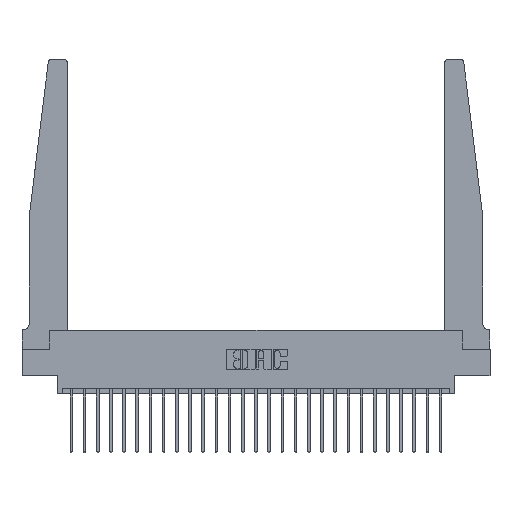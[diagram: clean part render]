
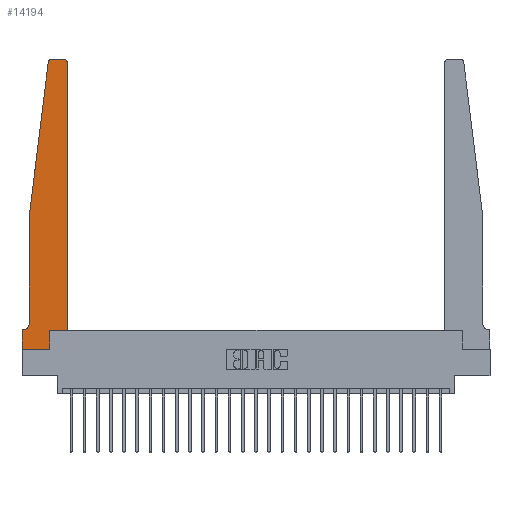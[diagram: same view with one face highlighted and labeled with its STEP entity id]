
A CAD part, top view. The second image highlights one B-rep face of the part: STEP entity #14194.
In plain terms, the highlighted planar face has unit normal (0, 0, 1).
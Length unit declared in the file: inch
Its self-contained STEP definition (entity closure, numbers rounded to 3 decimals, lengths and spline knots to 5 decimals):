
#16 = VECTOR ( 'NONE', #14554, 39.37008 ) ;
#31 = VECTOR ( 'NONE', #18410, 39.37008 ) ;
#643 = CARTESIAN_POINT ( 'NONE',  ( 0.27653, 2.72, 0.37 ) ) ;
#651 = LINE ( 'NONE', #24264, #31 ) ;
#798 = DIRECTION ( 'NONE',  ( 1., 0., 0. ) ) ;
#830 = CIRCLE ( 'NONE', #23863, 0.03 ) ;
#845 = VERTEX_POINT ( 'NONE', #25330 ) ;
#869 = CARTESIAN_POINT ( 'NONE',  ( 0.425, 2.72, 0.37 ) ) ;
#1114 = ORIENTED_EDGE ( 'NONE', *, *, #25092, .T. ) ;
#1271 = EDGE_CURVE ( 'NONE', #7937, #14964, #14715, .T. ) ;
#1497 = DIRECTION ( 'NONE',  ( -1., 0., 0. ) ) ;
#1975 = EDGE_LOOP ( 'NONE', ( #23640, #21403, #15929, #23612, #13497, #22881, #10799, #10751, #3278, #23378, #1114, #5871 ) ) ;
#2062 = CARTESIAN_POINT ( 'NONE',  ( 0.015, 0.1875, 0.37 ) ) ;
#2266 = AXIS2_PLACEMENT_3D ( 'NONE', #6554, #20412, #8554 ) ;
#2491 = EDGE_CURVE ( 'NONE', #16213, #2625, #651, .T. ) ;
#2625 = VERTEX_POINT ( 'NONE', #10797 ) ;
#2641 = DIRECTION ( 'NONE',  ( 1., 0., 0. ) ) ;
#2691 = CARTESIAN_POINT ( 'NONE',  ( 0.2605, 0.18, 0.37 ) ) ;
#3085 = DIRECTION ( 'NONE',  ( 0., 1., 0. ) ) ;
#3278 = ORIENTED_EDGE ( 'NONE', *, *, #23870, .T. ) ;
#3434 = VECTOR ( 'NONE', #1497, 39.37008 ) ;
#3801 = EDGE_CURVE ( 'NONE', #10439, #18371, #10590, .T. ) ;
#4309 = EDGE_CURVE ( 'NONE', #9067, #19068, #9942, .T. ) ;
#5047 = DIRECTION ( 'NONE',  ( 0., 0., 1. ) ) ;
#5299 = CARTESIAN_POINT ( 'NONE',  ( 0., 0.1875, 0.37 ) ) ;
#5871 = ORIENTED_EDGE ( 'NONE', *, *, #17499, .T. ) ;
#6384 = EDGE_CURVE ( 'NONE', #19068, #16213, #23884, .T. ) ;
#6554 = CARTESIAN_POINT ( 'NONE',  ( 0.015, 0.2375, 0.37 ) ) ;
#6650 = CARTESIAN_POINT ( 'NONE',  ( 0.065, 1.25, 0.37 ) ) ;
#6965 = LINE ( 'NONE', #11690, #16892 ) ;
#7294 = DIRECTION ( 'NONE',  ( 0., 0., 1. ) ) ;
#7937 = VERTEX_POINT ( 'NONE', #2691 ) ;
#8497 = CARTESIAN_POINT ( 'NONE',  ( 0.25, 2.75, 0.37 ) ) ;
#8554 = DIRECTION ( 'NONE',  ( -1., 0., 0. ) ) ;
#9067 = VERTEX_POINT ( 'NONE', #12630 ) ;
#9439 = VECTOR ( 'NONE', #19049, 39.37008 ) ;
#9692 = CARTESIAN_POINT ( 'NONE',  ( 0.24675, 2.72367, 0.37 ) ) ;
#9942 = CIRCLE ( 'NONE', #2266, 0.05 ) ;
#10220 = CARTESIAN_POINT ( 'NONE',  ( 0.2605, 0., 0.37 ) ) ;
#10439 = VERTEX_POINT ( 'NONE', #9692 ) ;
#10590 = LINE ( 'NONE', #6650, #16 ) ;
#10741 = CARTESIAN_POINT ( 'NONE',  ( 0., 0.1875, 0.37 ) ) ;
#10748 = VECTOR ( 'NONE', #798, 39.37008 ) ;
#10751 = ORIENTED_EDGE ( 'NONE', *, *, #22802, .T. ) ;
#10781 = VERTEX_POINT ( 'NONE', #12631 ) ;
#10797 = CARTESIAN_POINT ( 'NONE',  ( 0., 0., 0.37 ) ) ;
#10799 = ORIENTED_EDGE ( 'NONE', *, *, #2491, .T. ) ;
#11096 = AXIS2_PLACEMENT_3D ( 'NONE', #5299, #7294, #21123 ) ;
#11611 = DIRECTION ( 'NONE',  ( 0., -1., 0. ) ) ;
#11690 = CARTESIAN_POINT ( 'NONE',  ( 0.2605, 0.18, 0.37 ) ) ;
#12219 = LINE ( 'NONE', #16984, #13471 ) ;
#12343 = VERTEX_POINT ( 'NONE', #10220 ) ;
#12630 = CARTESIAN_POINT ( 'NONE',  ( 0.065, 0.2375, 0.37 ) ) ;
#12631 = CARTESIAN_POINT ( 'NONE',  ( 0.27653, 2.75, 0.37 ) ) ;
#12671 = VECTOR ( 'NONE', #11611, 39.37008 ) ;
#12713 = CARTESIAN_POINT ( 'NONE',  ( 0., 0., 0.37 ) ) ;
#12731 = EDGE_CURVE ( 'NONE', #10781, #10439, #19952, .T. ) ;
#13471 = VECTOR ( 'NONE', #3085, 39.37008 ) ;
#13497 = ORIENTED_EDGE ( 'NONE', *, *, #4309, .T. ) ;
#13638 = LINE ( 'NONE', #8497, #18887 ) ;
#13664 = CARTESIAN_POINT ( 'NONE',  ( 0.425, 0.18, 0.37 ) ) ;
#13698 = DIRECTION ( 'NONE',  ( 0., 1., 0. ) ) ;
#14194 = ADVANCED_FACE ( 'NONE', ( #14364 ), #17162, .T. ) ;
#14364 = FACE_OUTER_BOUND ( 'NONE', #1975, .T. ) ;
#14405 = AXIS2_PLACEMENT_3D ( 'NONE', #643, #14545, #2641 ) ;
#14469 = CARTESIAN_POINT ( 'NONE',  ( 0.425, 0.18, 0.37 ) ) ;
#14545 = DIRECTION ( 'NONE',  ( 0., 0., 1. ) ) ;
#14554 = DIRECTION ( 'NONE',  ( -0.122, -0.992, 0. ) ) ;
#14715 = LINE ( 'NONE', #14469, #9439 ) ;
#14964 = VERTEX_POINT ( 'NONE', #13664 ) ;
#15929 = ORIENTED_EDGE ( 'NONE', *, *, #3801, .T. ) ;
#15945 = CARTESIAN_POINT ( 'NONE',  ( 0.065, 1.25, 0.37 ) ) ;
#16120 = EDGE_CURVE ( 'NONE', #845, #10781, #13638, .T. ) ;
#16213 = VERTEX_POINT ( 'NONE', #10741 ) ;
#16892 = VECTOR ( 'NONE', #13698, 39.37008 ) ;
#16919 = CARTESIAN_POINT ( 'NONE',  ( 0.395, 2.72, 0.37 ) ) ;
#16984 = CARTESIAN_POINT ( 'NONE',  ( 0.425, 0.18, 0.37 ) ) ;
#17162 = PLANE ( 'NONE',  #11096 ) ;
#17438 = VERTEX_POINT ( 'NONE', #869 ) ;
#17499 = EDGE_CURVE ( 'NONE', #17438, #845, #830, .T. ) ;
#17506 = CARTESIAN_POINT ( 'NONE',  ( 0.065, 1.25, 0.37 ) ) ;
#17914 = LINE ( 'NONE', #17506, #12671 ) ;
#18371 = VERTEX_POINT ( 'NONE', #15945 ) ;
#18410 = DIRECTION ( 'NONE',  ( 0., -1., 0. ) ) ;
#18887 = VECTOR ( 'NONE', #22318, 39.37008 ) ;
#18893 = DIRECTION ( 'NONE',  ( 1., 0., 0. ) ) ;
#19049 = DIRECTION ( 'NONE',  ( 1., 0., 0. ) ) ;
#19068 = VERTEX_POINT ( 'NONE', #2062 ) ;
#19952 = CIRCLE ( 'NONE', #14405, 0.03 ) ;
#20030 = LINE ( 'NONE', #12713, #10748 ) ;
#20412 = DIRECTION ( 'NONE',  ( 0., 0., -1. ) ) ;
#21123 = DIRECTION ( 'NONE',  ( 1., 0., 0. ) ) ;
#21403 = ORIENTED_EDGE ( 'NONE', *, *, #12731, .T. ) ;
#21748 = EDGE_CURVE ( 'NONE', #18371, #9067, #17914, .T. ) ;
#22318 = DIRECTION ( 'NONE',  ( -1., 0., 0. ) ) ;
#22802 = EDGE_CURVE ( 'NONE', #2625, #12343, #20030, .T. ) ;
#22881 = ORIENTED_EDGE ( 'NONE', *, *, #6384, .T. ) ;
#23223 = CARTESIAN_POINT ( 'NONE',  ( 0.065, 0.1875, 0.37 ) ) ;
#23378 = ORIENTED_EDGE ( 'NONE', *, *, #1271, .T. ) ;
#23612 = ORIENTED_EDGE ( 'NONE', *, *, #21748, .T. ) ;
#23640 = ORIENTED_EDGE ( 'NONE', *, *, #16120, .T. ) ;
#23863 = AXIS2_PLACEMENT_3D ( 'NONE', #16919, #5047, #18893 ) ;
#23870 = EDGE_CURVE ( 'NONE', #12343, #7937, #6965, .T. ) ;
#23884 = LINE ( 'NONE', #23223, #3434 ) ;
#24264 = CARTESIAN_POINT ( 'NONE',  ( 0., 0., 0.37 ) ) ;
#25092 = EDGE_CURVE ( 'NONE', #14964, #17438, #12219, .T. ) ;
#25330 = CARTESIAN_POINT ( 'NONE',  ( 0.395, 2.75, 0.37 ) ) ;
